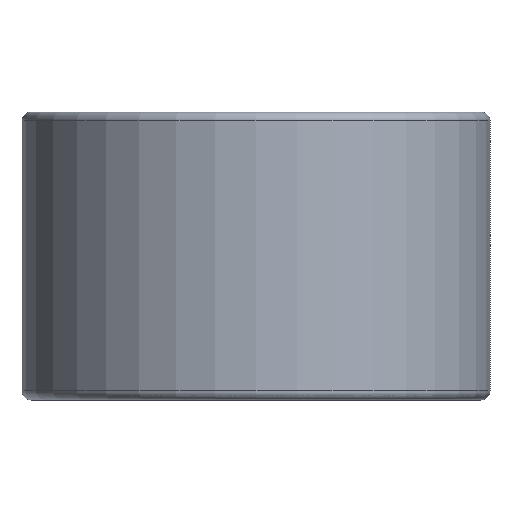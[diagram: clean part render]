
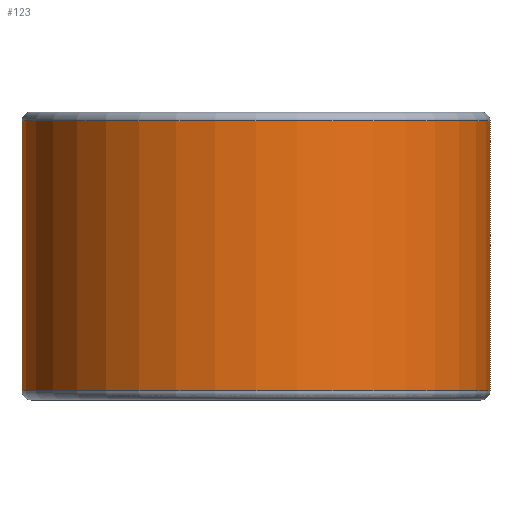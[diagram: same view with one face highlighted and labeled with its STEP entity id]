
A CAD part, front view. The second image highlights one B-rep face of the part: STEP entity #123.
In plain terms, the highlighted cylindrical face has radius 13 mm (diameter 26 mm), a partial arc.
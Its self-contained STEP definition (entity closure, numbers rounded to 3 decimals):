
#4 = FACE_OUTER_BOUND ( 'NONE', #151, .T. ) ;
#19 = VERTEX_POINT ( 'NONE', #218 ) ;
#33 = EDGE_CURVE ( 'NONE', #332, #19, #236, .T. ) ;
#43 = CARTESIAN_POINT ( 'NONE',  ( 0., 0., 8. ) ) ;
#51 = DIRECTION ( 'NONE',  ( 0., 0., -1. ) ) ;
#53 = CARTESIAN_POINT ( 'NONE',  ( 13., 0., 7.5 ) ) ;
#60 = VERTEX_POINT ( 'NONE', #341 ) ;
#62 = CIRCLE ( 'NONE', #99, 13. ) ;
#65 = DIRECTION ( 'NONE',  ( -1., 0., 0. ) ) ;
#75 = CARTESIAN_POINT ( 'NONE',  ( -13., 0., 8. ) ) ;
#76 = AXIS2_PLACEMENT_3D ( 'NONE', #43, #229, #65 ) ;
#79 = EDGE_CURVE ( 'NONE', #332, #214, #208, .T. ) ;
#99 = AXIS2_PLACEMENT_3D ( 'NONE', #268, #109, #296 ) ;
#109 = DIRECTION ( 'NONE',  ( 0., 0., 1. ) ) ;
#119 = DIRECTION ( 'NONE',  ( 1., 0., 0. ) ) ;
#122 = CARTESIAN_POINT ( 'NONE',  ( 13., 0., 8. ) ) ;
#123 = ADVANCED_FACE ( 'NONE', ( #4 ), #347, .T. ) ;
#151 = EDGE_LOOP ( 'NONE', ( #340, #286, #246, #173 ) ) ;
#153 = CARTESIAN_POINT ( 'NONE',  ( 13., 0., -7.5 ) ) ;
#161 = LINE ( 'NONE', #75, #182 ) ;
#172 = VECTOR ( 'NONE', #311, 1000. ) ;
#173 = ORIENTED_EDGE ( 'NONE', *, *, #328, .T. ) ;
#182 = VECTOR ( 'NONE', #51, 1000. ) ;
#192 = DIRECTION ( 'NONE',  ( 0., 0., -1. ) ) ;
#208 = LINE ( 'NONE', #122, #172 ) ;
#214 = VERTEX_POINT ( 'NONE', #153 ) ;
#218 = CARTESIAN_POINT ( 'NONE',  ( -13., 0., 7.5 ) ) ;
#220 = CARTESIAN_POINT ( 'NONE',  ( 0., 0., 7.5 ) ) ;
#229 = DIRECTION ( 'NONE',  ( 0., 0., -1. ) ) ;
#236 = CIRCLE ( 'NONE', #294, 13. ) ;
#246 = ORIENTED_EDGE ( 'NONE', *, *, #348, .T. ) ;
#268 = CARTESIAN_POINT ( 'NONE',  ( 0., 0., -7.5 ) ) ;
#286 = ORIENTED_EDGE ( 'NONE', *, *, #33, .T. ) ;
#294 = AXIS2_PLACEMENT_3D ( 'NONE', #220, #192, #119 ) ;
#296 = DIRECTION ( 'NONE',  ( 1., 0., 0. ) ) ;
#311 = DIRECTION ( 'NONE',  ( 0., 0., -1. ) ) ;
#328 = EDGE_CURVE ( 'NONE', #60, #214, #62, .T. ) ;
#332 = VERTEX_POINT ( 'NONE', #53 ) ;
#340 = ORIENTED_EDGE ( 'NONE', *, *, #79, .F. ) ;
#341 = CARTESIAN_POINT ( 'NONE',  ( -13., 0., -7.5 ) ) ;
#347 = CYLINDRICAL_SURFACE ( 'NONE', #76, 13. ) ;
#348 = EDGE_CURVE ( 'NONE', #19, #60, #161, .T. ) ;
